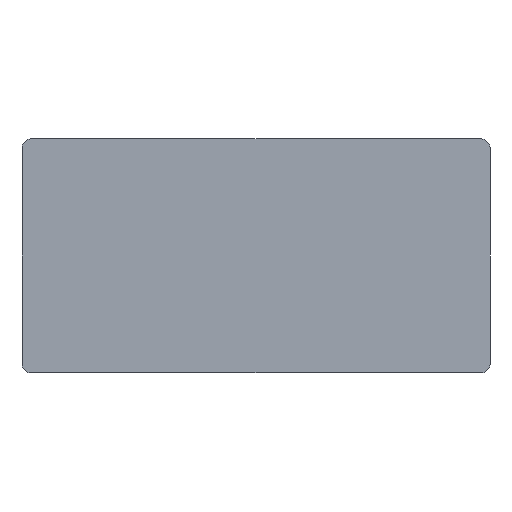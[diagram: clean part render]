
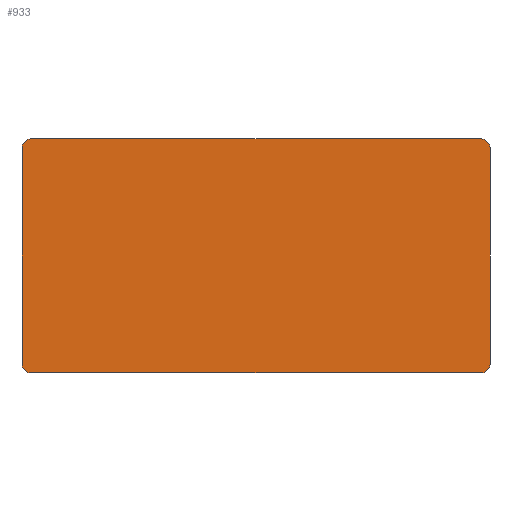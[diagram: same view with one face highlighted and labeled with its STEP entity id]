
A CAD part, front view. The second image highlights one B-rep face of the part: STEP entity #933.
In plain terms, the highlighted planar face has unit normal (0, -1, 0).
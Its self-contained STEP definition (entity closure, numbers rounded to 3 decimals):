
#83 = LINE ( 'NONE', #323, #2324 ) ;
#153 = ORIENTED_EDGE ( 'NONE', *, *, #608, .T. ) ;
#168 = LINE ( 'NONE', #3022, #402 ) ;
#199 = CARTESIAN_POINT ( 'NONE',  ( -80., -2., -37. ) ) ;
#207 = DIRECTION ( 'NONE',  ( 0., 0., 1. ) ) ;
#323 = CARTESIAN_POINT ( 'NONE',  ( -80., -2., -37. ) ) ;
#385 = AXIS2_PLACEMENT_3D ( 'NONE', #1491, #821, #2741 ) ;
#402 = VECTOR ( 'NONE', #3924, 1000. ) ;
#453 = CARTESIAN_POINT ( 'NONE',  ( -77., -2., -37. ) ) ;
#489 = CARTESIAN_POINT ( 'NONE',  ( 80., -2., -37. ) ) ;
#534 = ORIENTED_EDGE ( 'NONE', *, *, #2987, .T. ) ;
#582 = CARTESIAN_POINT ( 'NONE',  ( 80., -2., -37. ) ) ;
#591 = ORIENTED_EDGE ( 'NONE', *, *, #1330, .T. ) ;
#608 = EDGE_CURVE ( 'NONE', #1202, #3921, #2301, .T. ) ;
#678 = VERTEX_POINT ( 'NONE', #1409 ) ;
#732 = VERTEX_POINT ( 'NONE', #826 ) ;
#766 = DIRECTION ( 'NONE',  ( 0., -1., 0. ) ) ;
#783 = DIRECTION ( 'NONE',  ( 0., 0., 1. ) ) ;
#821 = DIRECTION ( 'NONE',  ( 0., 1., 0. ) ) ;
#826 = CARTESIAN_POINT ( 'NONE',  ( -77., -2., 40. ) ) ;
#845 = PLANE ( 'NONE',  #1724 ) ;
#852 = LINE ( 'NONE', #2103, #4019 ) ;
#933 = ADVANCED_FACE ( 'NONE', ( #3599 ), #845, .F. ) ;
#970 = VECTOR ( 'NONE', #1066, 1000. ) ;
#1066 = DIRECTION ( 'NONE',  ( 0., 0., 1. ) ) ;
#1202 = VERTEX_POINT ( 'NONE', #3657 ) ;
#1271 = EDGE_CURVE ( 'NONE', #678, #1719, #1780, .T. ) ;
#1330 = EDGE_CURVE ( 'NONE', #678, #1202, #168, .T. ) ;
#1371 = CIRCLE ( 'NONE', #385, 3. ) ;
#1409 = CARTESIAN_POINT ( 'NONE',  ( -77., -2., -40. ) ) ;
#1491 = CARTESIAN_POINT ( 'NONE',  ( 77., -2., 37. ) ) ;
#1572 = EDGE_CURVE ( 'NONE', #1719, #2566, #83, .T. ) ;
#1654 = AXIS2_PLACEMENT_3D ( 'NONE', #2073, #3387, #207 ) ;
#1719 = VERTEX_POINT ( 'NONE', #199 ) ;
#1724 = AXIS2_PLACEMENT_3D ( 'NONE', #3376, #2387, #783 ) ;
#1780 = CIRCLE ( 'NONE', #2505, 3. ) ;
#2073 = CARTESIAN_POINT ( 'NONE',  ( -77., -2., 37. ) ) ;
#2103 = CARTESIAN_POINT ( 'NONE',  ( -77., -2., 40. ) ) ;
#2109 = CIRCLE ( 'NONE', #1654, 3. ) ;
#2233 = EDGE_CURVE ( 'NONE', #3900, #2432, #1371, .T. ) ;
#2301 = CIRCLE ( 'NONE', #2824, 3. ) ;
#2324 = VECTOR ( 'NONE', #2567, 1000. ) ;
#2359 = ORIENTED_EDGE ( 'NONE', *, *, #2233, .F. ) ;
#2387 = DIRECTION ( 'NONE',  ( 0., 1., 0. ) ) ;
#2432 = VERTEX_POINT ( 'NONE', #3922 ) ;
#2505 = AXIS2_PLACEMENT_3D ( 'NONE', #453, #3885, #2654 ) ;
#2563 = ORIENTED_EDGE ( 'NONE', *, *, #2617, .F. ) ;
#2566 = VERTEX_POINT ( 'NONE', #2774 ) ;
#2567 = DIRECTION ( 'NONE',  ( 0., 0., 1. ) ) ;
#2588 = EDGE_LOOP ( 'NONE', ( #3426, #591, #153, #534, #2359, #3182, #2563, #3792 ) ) ;
#2617 = EDGE_CURVE ( 'NONE', #2566, #732, #2109, .T. ) ;
#2654 = DIRECTION ( 'NONE',  ( 0., 0., 1. ) ) ;
#2741 = DIRECTION ( 'NONE',  ( 0., 0., 1. ) ) ;
#2774 = CARTESIAN_POINT ( 'NONE',  ( -80., -2., 37. ) ) ;
#2792 = EDGE_CURVE ( 'NONE', #732, #3900, #852, .T. ) ;
#2824 = AXIS2_PLACEMENT_3D ( 'NONE', #3850, #766, #3237 ) ;
#2987 = EDGE_CURVE ( 'NONE', #3921, #2432, #3302, .T. ) ;
#3022 = CARTESIAN_POINT ( 'NONE',  ( -77., -2., -40. ) ) ;
#3182 = ORIENTED_EDGE ( 'NONE', *, *, #2792, .F. ) ;
#3237 = DIRECTION ( 'NONE',  ( 0., 0., -1. ) ) ;
#3302 = LINE ( 'NONE', #489, #970 ) ;
#3358 = DIRECTION ( 'NONE',  ( 1., 0., 0. ) ) ;
#3376 = CARTESIAN_POINT ( 'NONE',  ( -77., -2., -37. ) ) ;
#3387 = DIRECTION ( 'NONE',  ( 0., 1., 0. ) ) ;
#3426 = ORIENTED_EDGE ( 'NONE', *, *, #1271, .F. ) ;
#3599 = FACE_OUTER_BOUND ( 'NONE', #2588, .T. ) ;
#3657 = CARTESIAN_POINT ( 'NONE',  ( 77., -2., -40. ) ) ;
#3684 = CARTESIAN_POINT ( 'NONE',  ( 77., -2., 40. ) ) ;
#3792 = ORIENTED_EDGE ( 'NONE', *, *, #1572, .F. ) ;
#3850 = CARTESIAN_POINT ( 'NONE',  ( 77., -2., -37. ) ) ;
#3885 = DIRECTION ( 'NONE',  ( 0., 1., 0. ) ) ;
#3900 = VERTEX_POINT ( 'NONE', #3684 ) ;
#3921 = VERTEX_POINT ( 'NONE', #582 ) ;
#3922 = CARTESIAN_POINT ( 'NONE',  ( 80., -2., 37. ) ) ;
#3924 = DIRECTION ( 'NONE',  ( 1., 0., 0. ) ) ;
#4019 = VECTOR ( 'NONE', #3358, 1000. ) ;
